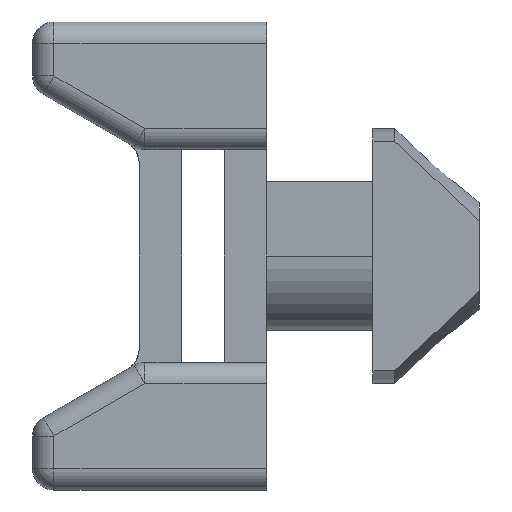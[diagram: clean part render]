
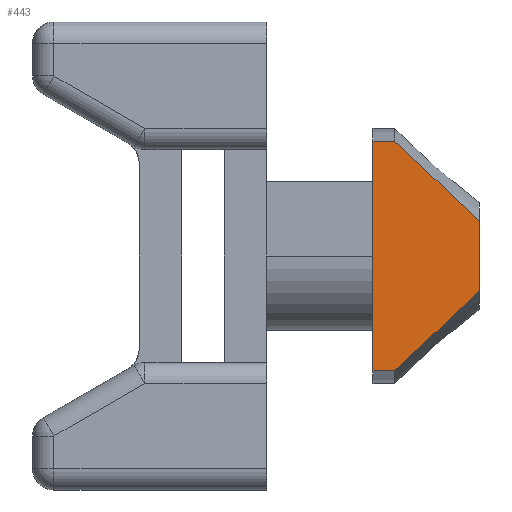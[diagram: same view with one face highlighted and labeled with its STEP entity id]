
A CAD part, left-side view. The second image highlights one B-rep face of the part: STEP entity #443.
In plain terms, the highlighted planar face has unit normal (-1, 0, 0).
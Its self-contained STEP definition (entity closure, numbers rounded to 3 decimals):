
#223=CARTESIAN_POINT('',(-3.75,-9.0,4.101));
#224=VERTEX_POINT('',#223);
#232=CARTESIAN_POINT('',(-3.75,-8.,4.101));
#233=VERTEX_POINT('',#232);
#234=CARTESIAN_POINT('',(-3.75,-8.0,4.101));
#235=DIRECTION('',(0.0,-1.0,0.0));
#236=VECTOR('',#235,1.0);
#237=LINE('',#234,#236);
#238=EDGE_CURVE('',#233,#224,#237,.T.);
#255=CARTESIAN_POINT('',(-3.75,-13.0,7.872));
#256=VERTEX_POINT('',#255);
#257=CARTESIAN_POINT('',(-3.75,-9.0,4.101));
#258=CARTESIAN_POINT('',(-3.75,-11.396,6.308));
#259=CARTESIAN_POINT('',(-3.75,-13.,7.872));
#267=(BOUNDED_CURVE()B_SPLINE_CURVE(2,(#257,#258,#259),.UNSPECIFIED.,.F.,.U.)B_SPLINE_CURVE_WITH_KNOTS((3,3),(0.0,0.55),.UNSPECIFIED.)CURVE()GEOMETRIC_REPRESENTATION_ITEM()RATIONAL_B_SPLINE_CURVE((1.0,1.017,1.0))REPRESENTATION_ITEM(''));
#268=EDGE_CURVE('',#224,#256,#267,.T.);
#310=CARTESIAN_POINT('',(-3.75,-13.,11.128));
#311=VERTEX_POINT('',#310);
#319=CARTESIAN_POINT('',(-3.75,-13.,7.872));
#320=DIRECTION('',(0.0,0.0,1.0));
#321=VECTOR('',#320,3.256);
#322=LINE('',#319,#321);
#323=EDGE_CURVE('',#256,#311,#322,.T.);
#373=CARTESIAN_POINT('',(-3.75,-9.0,14.899));
#374=VERTEX_POINT('',#373);
#375=CARTESIAN_POINT('',(-3.75,-13.0,11.128));
#376=CARTESIAN_POINT('',(-3.75,-11.396,12.692));
#377=CARTESIAN_POINT('',(-3.75,-9.0,14.899));
#385=(BOUNDED_CURVE()B_SPLINE_CURVE(2,(#375,#376,#377),.UNSPECIFIED.,.F.,.U.)B_SPLINE_CURVE_WITH_KNOTS((3,3),(0.0,0.55),.UNSPECIFIED.)CURVE()GEOMETRIC_REPRESENTATION_ITEM()RATIONAL_B_SPLINE_CURVE((1.0,1.017,1.0))REPRESENTATION_ITEM(''));
#386=EDGE_CURVE('',#311,#374,#385,.T.);
#407=CARTESIAN_POINT('',(-3.75,-8.,14.899));
#408=VERTEX_POINT('',#407);
#416=CARTESIAN_POINT('',(-3.75,-9.0,14.899));
#417=DIRECTION('',(0.0,1.0,0.0));
#418=VECTOR('',#417,1.0);
#419=LINE('',#416,#418);
#420=EDGE_CURVE('',#374,#408,#419,.T.);
#425=CARTESIAN_POINT('',(-3.75,-8.,3.5));
#426=DIRECTION('',(1.0,0.0,0.0));
#427=DIRECTION('',(0.0,0.0,1.0));
#428=AXIS2_PLACEMENT_3D('',#425,#426,#427);
#429=PLANE('',#428);
#430=ORIENTED_EDGE('',*,*,#268,.T.);
#431=ORIENTED_EDGE('',*,*,#323,.T.);
#432=ORIENTED_EDGE('',*,*,#386,.T.);
#433=ORIENTED_EDGE('',*,*,#420,.T.);
#434=CARTESIAN_POINT('',(-3.75,-8.,4.101));
#435=DIRECTION('',(0.0,0.0,1.0));
#436=VECTOR('',#435,10.798);
#437=LINE('',#434,#436);
#438=EDGE_CURVE('',#233,#408,#437,.T.);
#439=ORIENTED_EDGE('',*,*,#438,.F.);
#440=ORIENTED_EDGE('',*,*,#238,.T.);
#441=EDGE_LOOP('',(#430,#431,#432,#433,#439,#440));
#442=FACE_OUTER_BOUND('',#441,.T.);
#443=ADVANCED_FACE('',(#442),#429,.F.);
